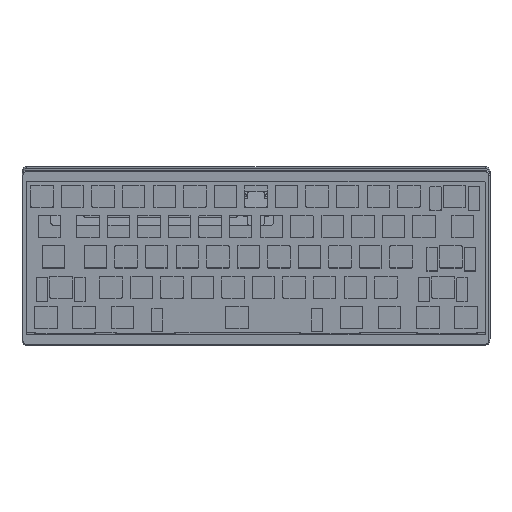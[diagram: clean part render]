
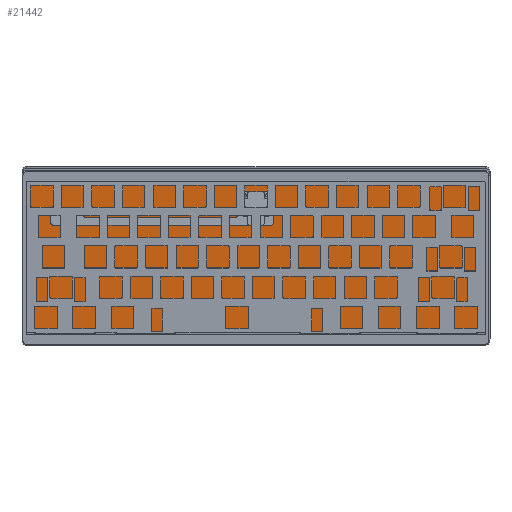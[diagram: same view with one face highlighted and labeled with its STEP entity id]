
A CAD part, top view. The second image highlights one B-rep face of the part: STEP entity #21442.
In plain terms, the highlighted planar face has unit normal (0, -0.122, 0.993).
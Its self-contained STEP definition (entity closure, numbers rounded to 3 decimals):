
#56=ELLIPSE('',#23584,2.015,2.);
#57=ELLIPSE('',#23585,2.015,2.);
#58=ELLIPSE('',#23586,2.015,2.);
#59=ELLIPSE('',#23587,2.015,2.);
#60=ELLIPSE('',#23588,2.015,2.);
#61=ELLIPSE('',#23589,2.015,2.);
#62=ELLIPSE('',#23590,2.015,2.);
#63=ELLIPSE('',#23591,2.015,2.);
#301=FACE_BOUND('',#3041,.T.);
#726=PLANE('',#23580);
#1738=FACE_OUTER_BOUND('',#3040,.T.);
#3040=EDGE_LOOP('',(#19100,#19101,#19102,#19103,#19104,#19105,#19106,#19107));
#3041=EDGE_LOOP('',(#19108,#19109,#19110,#19111,#19112,#19113,#19114,#19115,
#19116,#19117,#19118,#19119,#19120,#19121,#19122,#19123));
#4963=LINE('',#37068,#6963);
#4964=LINE('',#37072,#6964);
#4965=LINE('',#37076,#6965);
#4966=LINE('',#37079,#6966);
#4967=LINE('',#37084,#6967);
#4968=LINE('',#37088,#6968);
#4969=LINE('',#37092,#6969);
#4970=LINE('',#37096,#6970);
#4971=LINE('',#37100,#6971);
#4972=LINE('',#37104,#6972);
#4973=LINE('',#37108,#6973);
#4974=LINE('',#37111,#6974);
#6963=VECTOR('',#29554,10.);
#6964=VECTOR('',#29557,10.);
#6965=VECTOR('',#29560,10.);
#6966=VECTOR('',#29563,10.);
#6967=VECTOR('',#29566,10.);
#6968=VECTOR('',#29569,10.);
#6969=VECTOR('',#29572,10.);
#6970=VECTOR('',#29575,10.);
#6971=VECTOR('',#29578,10.);
#6972=VECTOR('',#29581,10.);
#6973=VECTOR('',#29584,10.);
#6974=VECTOR('',#29587,10.);
#8234=CIRCLE('',#23579,2.);
#8235=CIRCLE('',#23581,2.);
#8236=CIRCLE('',#23582,2.);
#8237=CIRCLE('',#23583,2.);
#10234=VERTEX_POINT('',#37061);
#10235=VERTEX_POINT('',#37062);
#10236=VERTEX_POINT('',#37067);
#10237=VERTEX_POINT('',#37069);
#10238=VERTEX_POINT('',#37071);
#10239=VERTEX_POINT('',#37073);
#10240=VERTEX_POINT('',#37075);
#10241=VERTEX_POINT('',#37077);
#10242=VERTEX_POINT('',#37080);
#10243=VERTEX_POINT('',#37081);
#10244=VERTEX_POINT('',#37083);
#10245=VERTEX_POINT('',#37085);
#10246=VERTEX_POINT('',#37087);
#10247=VERTEX_POINT('',#37089);
#10248=VERTEX_POINT('',#37091);
#10249=VERTEX_POINT('',#37093);
#10250=VERTEX_POINT('',#37095);
#10251=VERTEX_POINT('',#37097);
#10252=VERTEX_POINT('',#37099);
#10253=VERTEX_POINT('',#37101);
#10254=VERTEX_POINT('',#37103);
#10255=VERTEX_POINT('',#37105);
#10256=VERTEX_POINT('',#37107);
#10257=VERTEX_POINT('',#37109);
#13244=EDGE_CURVE('',#10234,#10235,#8234,.T.);
#13247=EDGE_CURVE('',#10235,#10236,#4963,.T.);
#13248=EDGE_CURVE('',#10236,#10237,#8235,.T.);
#13249=EDGE_CURVE('',#10237,#10238,#4964,.T.);
#13250=EDGE_CURVE('',#10238,#10239,#8236,.T.);
#13251=EDGE_CURVE('',#10239,#10240,#4965,.T.);
#13252=EDGE_CURVE('',#10240,#10241,#8237,.T.);
#13253=EDGE_CURVE('',#10241,#10234,#4966,.T.);
#13254=EDGE_CURVE('',#10242,#10243,#56,.T.);
#13255=EDGE_CURVE('',#10242,#10244,#4967,.T.);
#13256=EDGE_CURVE('',#10245,#10244,#57,.T.);
#13257=EDGE_CURVE('',#10245,#10246,#4968,.T.);
#13258=EDGE_CURVE('',#10247,#10246,#58,.T.);
#13259=EDGE_CURVE('',#10247,#10248,#4969,.T.);
#13260=EDGE_CURVE('',#10249,#10248,#59,.T.);
#13261=EDGE_CURVE('',#10249,#10250,#4970,.T.);
#13262=EDGE_CURVE('',#10251,#10250,#60,.T.);
#13263=EDGE_CURVE('',#10251,#10252,#4971,.T.);
#13264=EDGE_CURVE('',#10253,#10252,#61,.T.);
#13265=EDGE_CURVE('',#10253,#10254,#4972,.T.);
#13266=EDGE_CURVE('',#10255,#10254,#62,.T.);
#13267=EDGE_CURVE('',#10255,#10256,#4973,.T.);
#13268=EDGE_CURVE('',#10257,#10256,#63,.T.);
#13269=EDGE_CURVE('',#10257,#10243,#4974,.T.);
#19100=ORIENTED_EDGE('',*,*,#13244,.T.);
#19101=ORIENTED_EDGE('',*,*,#13247,.T.);
#19102=ORIENTED_EDGE('',*,*,#13248,.T.);
#19103=ORIENTED_EDGE('',*,*,#13249,.T.);
#19104=ORIENTED_EDGE('',*,*,#13250,.T.);
#19105=ORIENTED_EDGE('',*,*,#13251,.T.);
#19106=ORIENTED_EDGE('',*,*,#13252,.T.);
#19107=ORIENTED_EDGE('',*,*,#13253,.T.);
#19108=ORIENTED_EDGE('',*,*,#13254,.F.);
#19109=ORIENTED_EDGE('',*,*,#13255,.T.);
#19110=ORIENTED_EDGE('',*,*,#13256,.F.);
#19111=ORIENTED_EDGE('',*,*,#13257,.T.);
#19112=ORIENTED_EDGE('',*,*,#13258,.F.);
#19113=ORIENTED_EDGE('',*,*,#13259,.T.);
#19114=ORIENTED_EDGE('',*,*,#13260,.F.);
#19115=ORIENTED_EDGE('',*,*,#13261,.T.);
#19116=ORIENTED_EDGE('',*,*,#13262,.F.);
#19117=ORIENTED_EDGE('',*,*,#13263,.T.);
#19118=ORIENTED_EDGE('',*,*,#13264,.F.);
#19119=ORIENTED_EDGE('',*,*,#13265,.T.);
#19120=ORIENTED_EDGE('',*,*,#13266,.F.);
#19121=ORIENTED_EDGE('',*,*,#13267,.T.);
#19122=ORIENTED_EDGE('',*,*,#13268,.F.);
#19123=ORIENTED_EDGE('',*,*,#13269,.T.);
#21442=ADVANCED_FACE('',(#1738,#301),#726,.F.);
#23579=AXIS2_PLACEMENT_3D('',#37063,#29548,#29549);
#23580=AXIS2_PLACEMENT_3D('',#37066,#29552,#29553);
#23581=AXIS2_PLACEMENT_3D('',#37070,#29555,#29556);
#23582=AXIS2_PLACEMENT_3D('',#37074,#29558,#29559);
#23583=AXIS2_PLACEMENT_3D('',#37078,#29561,#29562);
#23584=AXIS2_PLACEMENT_3D('',#37082,#29564,#29565);
#23585=AXIS2_PLACEMENT_3D('',#37086,#29567,#29568);
#23586=AXIS2_PLACEMENT_3D('',#37090,#29570,#29571);
#23587=AXIS2_PLACEMENT_3D('',#37094,#29573,#29574);
#23588=AXIS2_PLACEMENT_3D('',#37098,#29576,#29577);
#23589=AXIS2_PLACEMENT_3D('',#37102,#29579,#29580);
#23590=AXIS2_PLACEMENT_3D('',#37106,#29582,#29583);
#23591=AXIS2_PLACEMENT_3D('',#37110,#29585,#29586);
#29548=DIRECTION('center_axis',(0.,-0.122,0.993));
#29549=DIRECTION('ref_axis',(0.707,-0.702,-0.086));
#29552=DIRECTION('center_axis',(0.,0.122,-0.993));
#29553=DIRECTION('ref_axis',(1.,0.,0.));
#29554=DIRECTION('',(0.,0.993,0.122));
#29555=DIRECTION('center_axis',(0.,-0.122,0.993));
#29556=DIRECTION('ref_axis',(0.707,0.702,0.086));
#29557=DIRECTION('',(-1.,0.,0.));
#29558=DIRECTION('center_axis',(0.,-0.122,0.993));
#29559=DIRECTION('ref_axis',(-0.707,0.702,0.086));
#29560=DIRECTION('',(0.,-0.993,-0.122));
#29561=DIRECTION('center_axis',(0.,-0.122,0.993));
#29562=DIRECTION('ref_axis',(-0.707,-0.702,-0.086));
#29563=DIRECTION('',(1.,0.,0.));
#29564=DIRECTION('center_axis',(0.,0.122,-0.993));
#29565=DIRECTION('ref_axis',(0.,-0.993,-0.122));
#29566=DIRECTION('',(1.,0.,0.));
#29567=DIRECTION('center_axis',(0.,0.122,-0.993));
#29568=DIRECTION('ref_axis',(0.,-0.993,-0.122));
#29569=DIRECTION('',(0.,0.993,0.122));
#29570=DIRECTION('center_axis',(0.,-0.122,0.993));
#29571=DIRECTION('ref_axis',(0.,0.993,0.122));
#29572=DIRECTION('',(1.,0.,0.));
#29573=DIRECTION('center_axis',(0.,-0.122,0.993));
#29574=DIRECTION('ref_axis',(0.,0.993,0.122));
#29575=DIRECTION('',(0.,-0.993,-0.122));
#29576=DIRECTION('center_axis',(0.,-0.122,0.993));
#29577=DIRECTION('ref_axis',(0.,-0.993,-0.122));
#29578=DIRECTION('',(-1.,0.,0.));
#29579=DIRECTION('center_axis',(0.,-0.122,0.993));
#29580=DIRECTION('ref_axis',(0.,-0.993,-0.122));
#29581=DIRECTION('',(0.,0.993,0.122));
#29582=DIRECTION('center_axis',(0.,-0.122,0.993));
#29583=DIRECTION('ref_axis',(0.,0.993,0.122));
#29584=DIRECTION('',(1.,0.,0.));
#29585=DIRECTION('center_axis',(0.,-0.122,0.993));
#29586=DIRECTION('ref_axis',(0.,0.993,0.122));
#29587=DIRECTION('',(0.,-0.993,-0.122));
#37061=CARTESIAN_POINT('',(284.225,-94.201,-16.415));
#37062=CARTESIAN_POINT('',(286.225,-92.216,-16.171));
#37063=CARTESIAN_POINT('Origin',(284.225,-92.216,-16.171));
#37066=CARTESIAN_POINT('Origin',(142.875,-46.212,-10.522));
#37067=CARTESIAN_POINT('',(286.225,-0.703,-4.935));
#37068=CARTESIAN_POINT('',(286.225,-94.201,-16.415));
#37069=CARTESIAN_POINT('',(284.225,1.282,-4.691));
#37070=CARTESIAN_POINT('Origin',(284.225,-0.703,-4.935));
#37071=CARTESIAN_POINT('',(1.525,1.282,-4.691));
#37072=CARTESIAN_POINT('',(-0.475,1.282,-4.691));
#37073=CARTESIAN_POINT('',(-0.475,-0.703,-4.935));
#37074=CARTESIAN_POINT('Origin',(1.525,-0.703,-4.935));
#37075=CARTESIAN_POINT('',(-0.475,-92.216,-16.171));
#37076=CARTESIAN_POINT('',(-0.475,1.282,-4.691));
#37077=CARTESIAN_POINT('',(1.525,-94.201,-16.415));
#37078=CARTESIAN_POINT('Origin',(1.525,-92.216,-16.171));
#37079=CARTESIAN_POINT('',(286.225,-94.201,-16.415));
#37080=CARTESIAN_POINT('',(36.873,-23.,-7.672));
#37081=CARTESIAN_POINT('',(34.873,-21.,-7.427));
#37082=CARTESIAN_POINT('Origin',(36.873,-21.,-7.427));
#37083=CARTESIAN_POINT('',(129.873,-23.,-7.672));
#37084=CARTESIAN_POINT('',(88.874,-23.,-7.672));
#37085=CARTESIAN_POINT('',(131.873,-21.,-7.427));
#37086=CARTESIAN_POINT('Origin',(129.873,-21.,-7.427));
#37087=CARTESIAN_POINT('',(131.873,-9.,-5.953));
#37088=CARTESIAN_POINT('',(131.873,-33.737,-8.991));
#37089=CARTESIAN_POINT('',(133.873,-7.,-5.708));
#37090=CARTESIAN_POINT('Origin',(133.873,-9.,-5.953));
#37091=CARTESIAN_POINT('',(151.873,-7.,-5.708));
#37092=CARTESIAN_POINT('',(137.374,-7.,-5.708));
#37093=CARTESIAN_POINT('',(153.873,-9.,-5.953));
#37094=CARTESIAN_POINT('Origin',(151.873,-9.,-5.953));
#37095=CARTESIAN_POINT('',(153.873,-26.,-8.041));
#37096=CARTESIAN_POINT('',(153.873,-25.856,-8.023));
#37097=CARTESIAN_POINT('',(151.873,-28.,-8.286));
#37098=CARTESIAN_POINT('Origin',(151.873,-26.,-8.041));
#37099=CARTESIAN_POINT('',(16.873,-28.,-8.286));
#37100=CARTESIAN_POINT('',(148.374,-28.,-8.286));
#37101=CARTESIAN_POINT('',(14.873,-26.,-8.041));
#37102=CARTESIAN_POINT('Origin',(16.873,-26.,-8.041));
#37103=CARTESIAN_POINT('',(14.873,-19.,-7.181));
#37104=CARTESIAN_POINT('',(14.873,-36.2,-9.293));
#37105=CARTESIAN_POINT('',(16.873,-17.,-6.936));
#37106=CARTESIAN_POINT('Origin',(16.873,-19.,-7.181));
#37107=CARTESIAN_POINT('',(32.873,-17.,-6.936));
#37108=CARTESIAN_POINT('',(78.874,-17.,-6.936));
#37109=CARTESIAN_POINT('',(34.873,-19.,-7.181));
#37110=CARTESIAN_POINT('Origin',(32.873,-19.,-7.181));
#37111=CARTESIAN_POINT('',(34.873,-30.781,-8.628));
